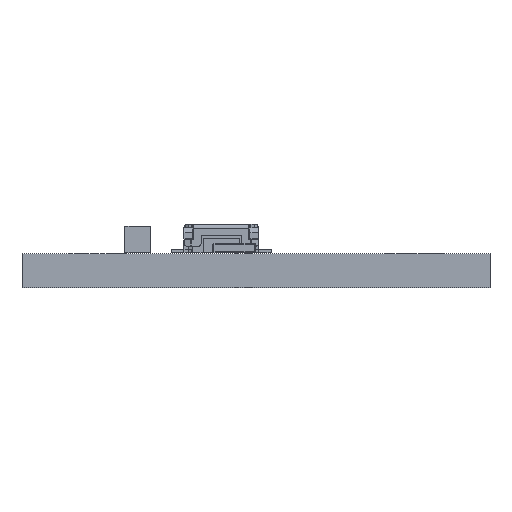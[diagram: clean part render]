
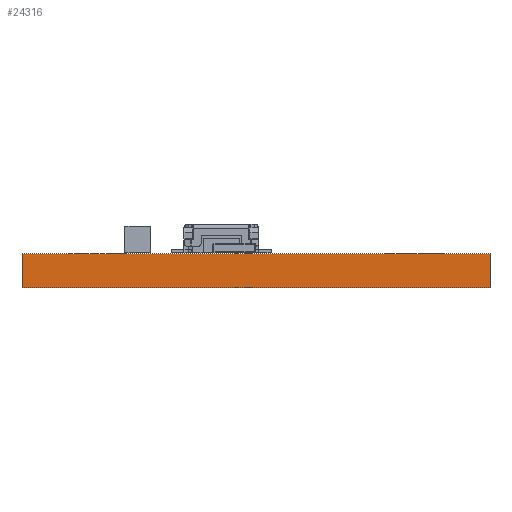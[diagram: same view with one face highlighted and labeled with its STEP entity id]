
A CAD part, front view. The second image highlights one B-rep face of the part: STEP entity #24316.
In plain terms, the highlighted planar face has unit normal (0, -1, 0).
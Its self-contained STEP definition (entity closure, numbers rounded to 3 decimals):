
#24316 = ADVANCED_FACE('',(#24317),#24331,.F.);
#24317 = FACE_BOUND('',#24318,.F.);
#24318 = EDGE_LOOP('',(#24319,#24354,#24382,#24410));
#24319 = ORIENTED_EDGE('',*,*,#24320,.T.);
#24320 = EDGE_CURVE('',#24321,#24323,#24325,.T.);
#24321 = VERTEX_POINT('',#24322);
#24322 = CARTESIAN_POINT('',(35.616,-81.562,0.));
#24323 = VERTEX_POINT('',#24324);
#24324 = CARTESIAN_POINT('',(35.616,-81.562,1.6));
#24325 = SURFACE_CURVE('',#24326,(#24330,#24342),.PCURVE_S1.);
#24326 = LINE('',#24327,#24328);
#24327 = CARTESIAN_POINT('',(35.616,-81.562,0.));
#24328 = VECTOR('',#24329,1.);
#24329 = DIRECTION('',(0.,0.,1.));
#24330 = PCURVE('',#24331,#24336);
#24331 = PLANE('',#24332);
#24332 = AXIS2_PLACEMENT_3D('',#24333,#24334,#24335);
#24333 = CARTESIAN_POINT('',(35.616,-81.562,0.));
#24334 = DIRECTION('',(0.,1.,0.));
#24335 = DIRECTION('',(1.,0.,0.));
#24336 = DEFINITIONAL_REPRESENTATION('',(#24337),#24341);
#24337 = LINE('',#24338,#24339);
#24338 = CARTESIAN_POINT('',(0.,0.));
#24339 = VECTOR('',#24340,1.);
#24340 = DIRECTION('',(0.,-1.));
#24341 = ( GEOMETRIC_REPRESENTATION_CONTEXT(2) 
PARAMETRIC_REPRESENTATION_CONTEXT() REPRESENTATION_CONTEXT('2D SPACE',''
  ) );
#24342 = PCURVE('',#24343,#24348);
#24343 = PLANE('',#24344);
#24344 = AXIS2_PLACEMENT_3D('',#24345,#24346,#24347);
#24345 = CARTESIAN_POINT('',(35.616,-46.562,0.));
#24346 = DIRECTION('',(1.,0.,-0.));
#24347 = DIRECTION('',(0.,-1.,0.));
#24348 = DEFINITIONAL_REPRESENTATION('',(#24349),#24353);
#24349 = LINE('',#24350,#24351);
#24350 = CARTESIAN_POINT('',(35.,0.));
#24351 = VECTOR('',#24352,1.);
#24352 = DIRECTION('',(0.,-1.));
#24353 = ( GEOMETRIC_REPRESENTATION_CONTEXT(2) 
PARAMETRIC_REPRESENTATION_CONTEXT() REPRESENTATION_CONTEXT('2D SPACE',''
  ) );
#24354 = ORIENTED_EDGE('',*,*,#24355,.T.);
#24355 = EDGE_CURVE('',#24323,#24356,#24358,.T.);
#24356 = VERTEX_POINT('',#24357);
#24357 = CARTESIAN_POINT('',(57.616,-81.562,1.6));
#24358 = SURFACE_CURVE('',#24359,(#24363,#24370),.PCURVE_S1.);
#24359 = LINE('',#24360,#24361);
#24360 = CARTESIAN_POINT('',(35.616,-81.562,1.6));
#24361 = VECTOR('',#24362,1.);
#24362 = DIRECTION('',(1.,0.,0.));
#24363 = PCURVE('',#24331,#24364);
#24364 = DEFINITIONAL_REPRESENTATION('',(#24365),#24369);
#24365 = LINE('',#24366,#24367);
#24366 = CARTESIAN_POINT('',(0.,-1.6));
#24367 = VECTOR('',#24368,1.);
#24368 = DIRECTION('',(1.,0.));
#24369 = ( GEOMETRIC_REPRESENTATION_CONTEXT(2) 
PARAMETRIC_REPRESENTATION_CONTEXT() REPRESENTATION_CONTEXT('2D SPACE',''
  ) );
#24370 = PCURVE('',#24371,#24376);
#24371 = PLANE('',#24372);
#24372 = AXIS2_PLACEMENT_3D('',#24373,#24374,#24375);
#24373 = CARTESIAN_POINT('',(46.616,-64.062,1.6));
#24374 = DIRECTION('',(0.,0.,1.));
#24375 = DIRECTION('',(1.,0.,-0.));
#24376 = DEFINITIONAL_REPRESENTATION('',(#24377),#24381);
#24377 = LINE('',#24378,#24379);
#24378 = CARTESIAN_POINT('',(-11.,-17.5));
#24379 = VECTOR('',#24380,1.);
#24380 = DIRECTION('',(1.,0.));
#24381 = ( GEOMETRIC_REPRESENTATION_CONTEXT(2) 
PARAMETRIC_REPRESENTATION_CONTEXT() REPRESENTATION_CONTEXT('2D SPACE',''
  ) );
#24382 = ORIENTED_EDGE('',*,*,#24383,.F.);
#24383 = EDGE_CURVE('',#24384,#24356,#24386,.T.);
#24384 = VERTEX_POINT('',#24385);
#24385 = CARTESIAN_POINT('',(57.616,-81.562,0.));
#24386 = SURFACE_CURVE('',#24387,(#24391,#24398),.PCURVE_S1.);
#24387 = LINE('',#24388,#24389);
#24388 = CARTESIAN_POINT('',(57.616,-81.562,0.));
#24389 = VECTOR('',#24390,1.);
#24390 = DIRECTION('',(0.,0.,1.));
#24391 = PCURVE('',#24331,#24392);
#24392 = DEFINITIONAL_REPRESENTATION('',(#24393),#24397);
#24393 = LINE('',#24394,#24395);
#24394 = CARTESIAN_POINT('',(22.,0.));
#24395 = VECTOR('',#24396,1.);
#24396 = DIRECTION('',(0.,-1.));
#24397 = ( GEOMETRIC_REPRESENTATION_CONTEXT(2) 
PARAMETRIC_REPRESENTATION_CONTEXT() REPRESENTATION_CONTEXT('2D SPACE',''
  ) );
#24398 = PCURVE('',#24399,#24404);
#24399 = PLANE('',#24400);
#24400 = AXIS2_PLACEMENT_3D('',#24401,#24402,#24403);
#24401 = CARTESIAN_POINT('',(57.616,-81.562,0.));
#24402 = DIRECTION('',(-1.,0.,0.));
#24403 = DIRECTION('',(0.,1.,0.));
#24404 = DEFINITIONAL_REPRESENTATION('',(#24405),#24409);
#24405 = LINE('',#24406,#24407);
#24406 = CARTESIAN_POINT('',(0.,0.));
#24407 = VECTOR('',#24408,1.);
#24408 = DIRECTION('',(0.,-1.));
#24409 = ( GEOMETRIC_REPRESENTATION_CONTEXT(2) 
PARAMETRIC_REPRESENTATION_CONTEXT() REPRESENTATION_CONTEXT('2D SPACE',''
  ) );
#24410 = ORIENTED_EDGE('',*,*,#24411,.F.);
#24411 = EDGE_CURVE('',#24321,#24384,#24412,.T.);
#24412 = SURFACE_CURVE('',#24413,(#24417,#24424),.PCURVE_S1.);
#24413 = LINE('',#24414,#24415);
#24414 = CARTESIAN_POINT('',(35.616,-81.562,0.));
#24415 = VECTOR('',#24416,1.);
#24416 = DIRECTION('',(1.,0.,0.));
#24417 = PCURVE('',#24331,#24418);
#24418 = DEFINITIONAL_REPRESENTATION('',(#24419),#24423);
#24419 = LINE('',#24420,#24421);
#24420 = CARTESIAN_POINT('',(0.,0.));
#24421 = VECTOR('',#24422,1.);
#24422 = DIRECTION('',(1.,0.));
#24423 = ( GEOMETRIC_REPRESENTATION_CONTEXT(2) 
PARAMETRIC_REPRESENTATION_CONTEXT() REPRESENTATION_CONTEXT('2D SPACE',''
  ) );
#24424 = PCURVE('',#24425,#24430);
#24425 = PLANE('',#24426);
#24426 = AXIS2_PLACEMENT_3D('',#24427,#24428,#24429);
#24427 = CARTESIAN_POINT('',(46.616,-64.062,0.));
#24428 = DIRECTION('',(0.,0.,1.));
#24429 = DIRECTION('',(1.,0.,-0.));
#24430 = DEFINITIONAL_REPRESENTATION('',(#24431),#24435);
#24431 = LINE('',#24432,#24433);
#24432 = CARTESIAN_POINT('',(-11.,-17.5));
#24433 = VECTOR('',#24434,1.);
#24434 = DIRECTION('',(1.,0.));
#24435 = ( GEOMETRIC_REPRESENTATION_CONTEXT(2) 
PARAMETRIC_REPRESENTATION_CONTEXT() REPRESENTATION_CONTEXT('2D SPACE',''
  ) );
